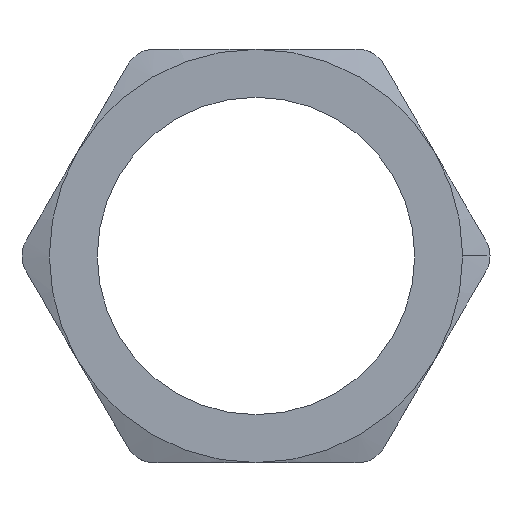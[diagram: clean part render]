
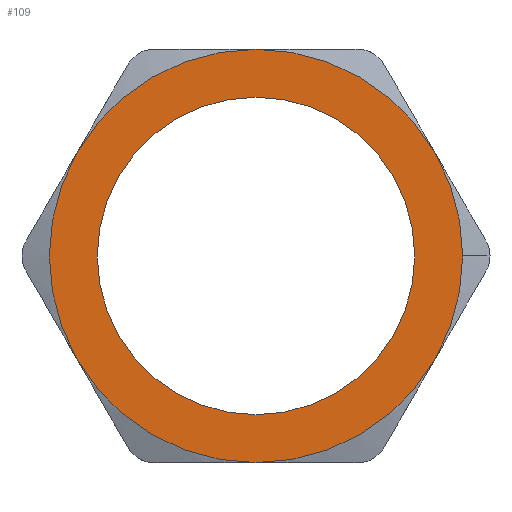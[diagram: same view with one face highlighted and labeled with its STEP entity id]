
A CAD part, top view. The second image highlights one B-rep face of the part: STEP entity #109.
In plain terms, the highlighted planar face has unit normal (0, 0, 1).
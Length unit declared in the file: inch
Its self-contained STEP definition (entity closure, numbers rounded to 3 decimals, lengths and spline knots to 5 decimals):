
#90 = EDGE_CURVE ( 'NONE', #741, #770, #1016, .T. ) ;
#91 = ORIENTED_EDGE ( 'NONE', *, *, #92, .T. ) ;
#92 = EDGE_CURVE ( 'NONE', #770, #692, #1000, .T. ) ;
#93 = ORIENTED_EDGE ( 'NONE', *, *, #94, .T. ) ;
#94 = EDGE_CURVE ( 'NONE', #692, #755, #995, .T. ) ;
#95 = ORIENTED_EDGE ( 'NONE', *, *, #96, .T. ) ;
#96 = EDGE_CURVE ( 'NONE', #755, #701, #990, .T. ) ;
#97 = ORIENTED_EDGE ( 'NONE', *, *, #98, .T. ) ;
#98 = EDGE_CURVE ( 'NONE', #701, #618, #985, .T. ) ;
#99 = ORIENTED_EDGE ( 'NONE', *, *, #617, .T. ) ;
#109 = ADVANCED_FACE ( 'NONE', ( #1077, #1076 ), #1075, .F. ) ;
#110 = EDGE_LOOP ( 'NONE', ( #111, #113 ) ) ;
#111 = ORIENTED_EDGE ( 'NONE', *, *, #112, .T. ) ;
#112 = EDGE_CURVE ( 'NONE', #682, #681, #1070, .T. ) ;
#113 = ORIENTED_EDGE ( 'NONE', *, *, #680, .T. ) ;
#114 = EDGE_LOOP ( 'NONE', ( #167, #91, #93, #95, #97, #99, #155 ) ) ;
#155 = ORIENTED_EDGE ( 'NONE', *, *, #156, .T. ) ;
#156 = EDGE_CURVE ( 'NONE', #619, #741, #1131, .T. ) ;
#167 = ORIENTED_EDGE ( 'NONE', *, *, #90, .T. ) ;
#617 = EDGE_CURVE ( 'NONE', #618, #619, #1924, .T. ) ;
#618 = VERTEX_POINT ( 'NONE', #1979 ) ;
#619 = VERTEX_POINT ( 'NONE', #1978 ) ;
#680 = EDGE_CURVE ( 'NONE', #681, #682, #2088, .T. ) ;
#681 = VERTEX_POINT ( 'NONE', #2079 ) ;
#682 = VERTEX_POINT ( 'NONE', #2078 ) ;
#692 = VERTEX_POINT ( 'NONE', #2121 ) ;
#701 = VERTEX_POINT ( 'NONE', #2106 ) ;
#741 = VERTEX_POINT ( 'NONE', #2260 ) ;
#755 = VERTEX_POINT ( 'NONE', #2282 ) ;
#770 = VERTEX_POINT ( 'NONE', #2302 ) ;
#985 = CIRCLE ( 'NONE', #1047, 0.69 ) ;
#986 = DIRECTION ( 'NONE',  ( 1., 0., 0. ) ) ;
#987 = DIRECTION ( 'NONE',  ( 0., 0., 1. ) ) ;
#988 = CARTESIAN_POINT ( 'NONE',  ( 0., 0., 0.14 ) ) ;
#989 = AXIS2_PLACEMENT_3D ( 'NONE', #988, #987, #986 ) ;
#990 = CIRCLE ( 'NONE', #989, 0.69 ) ;
#991 = DIRECTION ( 'NONE',  ( 1., 0., 0. ) ) ;
#992 = DIRECTION ( 'NONE',  ( 0., 0., 1. ) ) ;
#993 = CARTESIAN_POINT ( 'NONE',  ( 0., 0., 0.14 ) ) ;
#994 = AXIS2_PLACEMENT_3D ( 'NONE', #993, #992, #991 ) ;
#995 = CIRCLE ( 'NONE', #994, 0.69 ) ;
#996 = DIRECTION ( 'NONE',  ( 1., 0., 0. ) ) ;
#997 = DIRECTION ( 'NONE',  ( 0., 0., 1. ) ) ;
#998 = CARTESIAN_POINT ( 'NONE',  ( 0., 0., 0.14 ) ) ;
#999 = AXIS2_PLACEMENT_3D ( 'NONE', #998, #997, #996 ) ;
#1000 = CIRCLE ( 'NONE', #999, 0.69 ) ;
#1001 = DIRECTION ( 'NONE',  ( 1., 0., 0. ) ) ;
#1002 = DIRECTION ( 'NONE',  ( 0., 0., 1. ) ) ;
#1013 = CARTESIAN_POINT ( 'NONE',  ( 0., 0., 0.14 ) ) ;
#1014 = AXIS2_PLACEMENT_3D ( 'NONE', #1013, #1002, #1001 ) ;
#1016 = CIRCLE ( 'NONE', #1014, 0.69 ) ;
#1044 = DIRECTION ( 'NONE',  ( 1., 0., 0. ) ) ;
#1045 = DIRECTION ( 'NONE',  ( 0., 0., 1. ) ) ;
#1046 = CARTESIAN_POINT ( 'NONE',  ( 0., 0., 0.14 ) ) ;
#1047 = AXIS2_PLACEMENT_3D ( 'NONE', #1046, #1045, #1044 ) ;
#1066 = DIRECTION ( 'NONE',  ( -1., 0., 0. ) ) ;
#1067 = DIRECTION ( 'NONE',  ( 0., 0., -1. ) ) ;
#1068 = CARTESIAN_POINT ( 'NONE',  ( 0., 0., 0.14 ) ) ;
#1069 = AXIS2_PLACEMENT_3D ( 'NONE', #1068, #1067, #1066 ) ;
#1070 = CIRCLE ( 'NONE', #1069, 0.53 ) ;
#1071 = DIRECTION ( 'NONE',  ( -1., 0., 0. ) ) ;
#1072 = DIRECTION ( 'NONE',  ( 0., 0., -1. ) ) ;
#1073 = CARTESIAN_POINT ( 'NONE',  ( -0.39837, 0.69, 0.14 ) ) ;
#1074 = AXIS2_PLACEMENT_3D ( 'NONE', #1073, #1072, #1071 ) ;
#1075 = PLANE ( 'NONE',  #1074 ) ;
#1076 = FACE_OUTER_BOUND ( 'NONE', #114, .T. ) ;
#1077 = FACE_BOUND ( 'NONE', #110, .T. ) ;
#1128 = DIRECTION ( 'NONE',  ( 1., 0., 0. ) ) ;
#1129 = DIRECTION ( 'NONE',  ( 0., 0., 1. ) ) ;
#1130 = AXIS2_PLACEMENT_3D ( 'NONE', #1135, #1129, #1128 ) ;
#1131 = CIRCLE ( 'NONE', #1130, 0.69 ) ;
#1135 = CARTESIAN_POINT ( 'NONE',  ( 0., 0., 0.14 ) ) ;
#1924 = CIRCLE ( 'NONE', #1983, 0.69 ) ;
#1978 = CARTESIAN_POINT ( 'NONE',  ( 0.59756, 0.345, 0.14 ) ) ;
#1979 = CARTESIAN_POINT ( 'NONE',  ( 0.69, 0., 0.14 ) ) ;
#1980 = DIRECTION ( 'NONE',  ( 1., 0., 0. ) ) ;
#1981 = DIRECTION ( 'NONE',  ( 0., 0., 1. ) ) ;
#1982 = CARTESIAN_POINT ( 'NONE',  ( 0., 0., 0.14 ) ) ;
#1983 = AXIS2_PLACEMENT_3D ( 'NONE', #1982, #1981, #1980 ) ;
#2078 = CARTESIAN_POINT ( 'NONE',  ( -0.53, 0., 0.14 ) ) ;
#2079 = CARTESIAN_POINT ( 'NONE',  ( 0.53, 0., 0.14 ) ) ;
#2080 = DIRECTION ( 'NONE',  ( -1., 0., 0. ) ) ;
#2081 = DIRECTION ( 'NONE',  ( 0., 0., -1. ) ) ;
#2082 = CARTESIAN_POINT ( 'NONE',  ( 0., 0., 0.14 ) ) ;
#2083 = AXIS2_PLACEMENT_3D ( 'NONE', #2082, #2081, #2080 ) ;
#2088 = CIRCLE ( 'NONE', #2083, 0.53 ) ;
#2106 = CARTESIAN_POINT ( 'NONE',  ( 0.59756, -0.345, 0.14 ) ) ;
#2121 = CARTESIAN_POINT ( 'NONE',  ( -0.59756, -0.345, 0.14 ) ) ;
#2260 = CARTESIAN_POINT ( 'NONE',  ( 0., 0.69, 0.14 ) ) ;
#2282 = CARTESIAN_POINT ( 'NONE',  ( 0., -0.69, 0.14 ) ) ;
#2302 = CARTESIAN_POINT ( 'NONE',  ( -0.59756, 0.345, 0.14 ) ) ;
